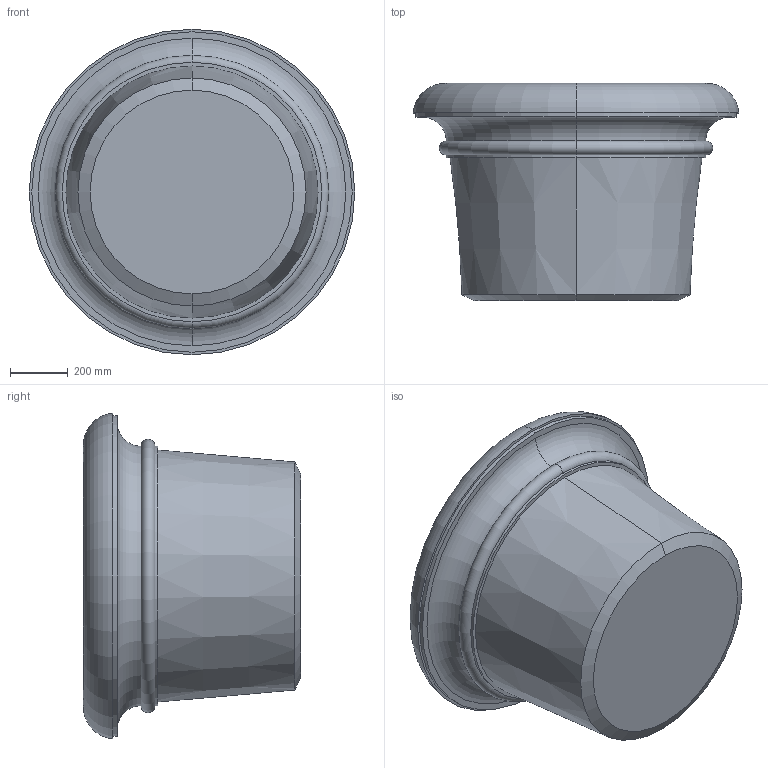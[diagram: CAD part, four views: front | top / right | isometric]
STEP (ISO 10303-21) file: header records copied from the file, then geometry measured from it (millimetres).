
FILE_DESCRIPTION (( 'STEP AP203' ), '1' );
FILE_NAME ('BORROMEO 110X75.STEP', '2020-06-01T09:59:46', ( 'admin' ), ( '' ), 'SwSTEP 2.0', 'SolidWorks 2019', '' );
FILE_SCHEMA (( 'CONFIG_CONTROL_DESIGN' ));
Length unit declared in the file: millimetre
Products named in the file (1): BORROMEO 110X75
Bounding box: 1124.8 x 750 x 1124.8 mm (x, y, z)
Volume: 127894961.3 mm3; surface area: 5319007 mm2
Topology: 1 solids, 1 shells, 22 faces, 42 edges, 26 vertices
Faces by surface type: torus 6, cone 6, plane 6, cylinder 4
Entity records: 647 total; most frequent: DIRECTION 120, CARTESIAN_POINT 91, ORIENTED_EDGE 84, AXIS2_PLACEMENT_3D 55, EDGE_CURVE 42, CIRCLE 32, VERTEX_POINT 26, EDGE_LOOP 26
